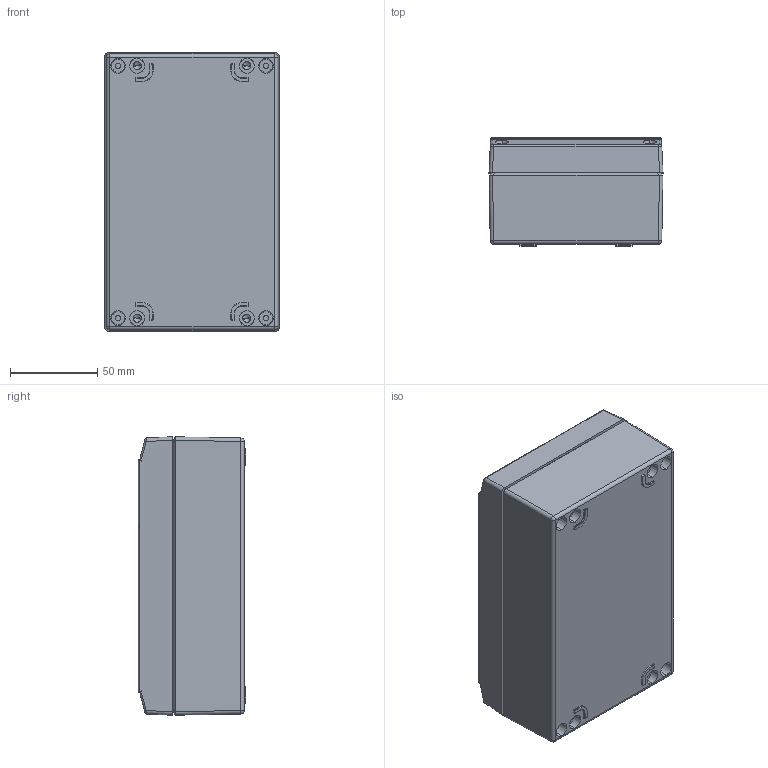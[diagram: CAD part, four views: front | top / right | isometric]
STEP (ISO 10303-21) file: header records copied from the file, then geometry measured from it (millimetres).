
FILE_DESCRIPTION (( 'STEP AP214' ), '1' );
FILE_NAME ('04101606.STEP', '2011-08-02T07:24:53', ( ' ' ), ( '' ), 'SwSTEP 2.0', 'SolidWorks 2010', '' );
FILE_SCHEMA (( 'AUTOMOTIVE_DESIGN' ));
Length unit declared in the file: millimetre
Products named in the file (5): 02165; 01165_M4 Gewinde Bearbeitung; 04101606; 82003; 93132
Assembly tree (7 placements, depth 2):
  04101606
    01165_M4 Gewinde Bearbeitung
    82003
    93132  x4
    02165
Bounding box: 100 x 62 x 160 mm (x, y, z)
Volume: 235168.7 mm3; surface area: 133988.3 mm2
Topology: 7 solids, 7 shells, 1047 faces, 2495 edges, 1466 vertices
Faces by surface type: plane 259, cylinder 256, bspline 224, cone 202, torus 86, sphere 20
Entity records: 32899 total; most frequent: CARTESIAN_POINT 12095, ORIENTED_EDGE 4498, DIRECTION 4081, EDGE_CURVE 2249, AXIS2_PLACEMENT_3D 1608, VERTEX_POINT 1340, EDGE_LOOP 1039, ADVANCED_FACE 966
